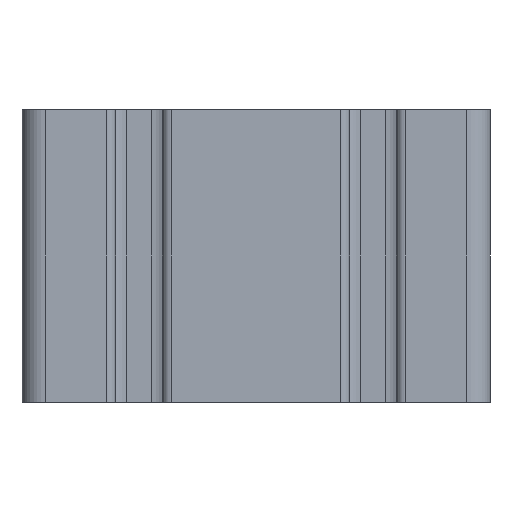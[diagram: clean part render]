
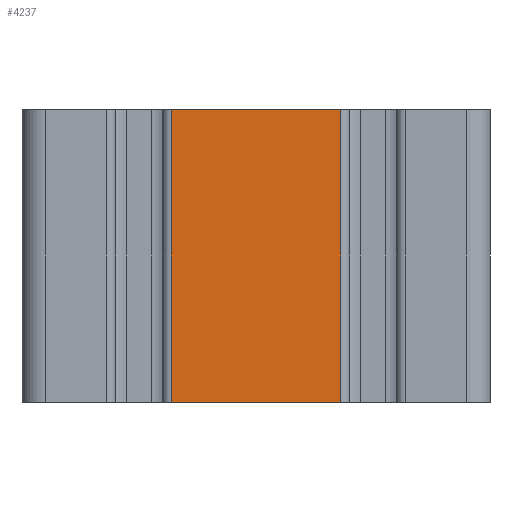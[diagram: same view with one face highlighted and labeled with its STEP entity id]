
A CAD part, left-side view. The second image highlights one B-rep face of the part: STEP entity #4237.
In plain terms, the highlighted planar face has unit normal (-1, 0, 0).
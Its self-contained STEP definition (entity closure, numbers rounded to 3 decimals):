
#181 = EDGE_CURVE ( 'NONE', #6937, #6357, #1778, .T. ) ;
#412 = EDGE_CURVE ( 'NONE', #2934, #6937, #2490, .T. ) ;
#1057 = CARTESIAN_POINT ( 'NONE',  ( -60., 14.5, 25. ) ) ;
#1076 = CARTESIAN_POINT ( 'NONE',  ( -60., 14.5, 25. ) ) ;
#1170 = DIRECTION ( 'NONE',  ( 0., 0., -1. ) ) ;
#1252 = VECTOR ( 'NONE', #7861, 1000. ) ;
#1778 = LINE ( 'NONE', #6685, #3903 ) ;
#2040 = VECTOR ( 'NONE', #8473, 1000. ) ;
#2379 = CARTESIAN_POINT ( 'NONE',  ( -60., 14.5, -25. ) ) ;
#2413 = EDGE_CURVE ( 'NONE', #2934, #8168, #3563, .T. ) ;
#2464 = CARTESIAN_POINT ( 'NONE',  ( -60., 14.5, 25. ) ) ;
#2490 = LINE ( 'NONE', #1057, #1252 ) ;
#2934 = VERTEX_POINT ( 'NONE', #1076 ) ;
#3563 = LINE ( 'NONE', #6368, #2040 ) ;
#3903 = VECTOR ( 'NONE', #1170, 1000. ) ;
#3940 = DIRECTION ( 'NONE',  ( 1., 0., 0. ) ) ;
#4237 = ADVANCED_FACE ( 'NONE', ( #5362 ), #5271, .F. ) ;
#4828 = CARTESIAN_POINT ( 'NONE',  ( -60., -14.5, -25. ) ) ;
#4840 = AXIS2_PLACEMENT_3D ( 'NONE', #2464, #3940, #5183 ) ;
#5003 = ORIENTED_EDGE ( 'NONE', *, *, #2413, .T. ) ;
#5088 = CARTESIAN_POINT ( 'NONE',  ( -60., 14.5, -25. ) ) ;
#5183 = DIRECTION ( 'NONE',  ( 0., 1., 0. ) ) ;
#5271 = PLANE ( 'NONE',  #4840 ) ;
#5362 = FACE_OUTER_BOUND ( 'NONE', #7090, .T. ) ;
#5941 = EDGE_CURVE ( 'NONE', #8168, #6357, #7188, .T. ) ;
#6196 = ORIENTED_EDGE ( 'NONE', *, *, #5941, .T. ) ;
#6357 = VERTEX_POINT ( 'NONE', #4828 ) ;
#6368 = CARTESIAN_POINT ( 'NONE',  ( -60., 14.5, 25. ) ) ;
#6685 = CARTESIAN_POINT ( 'NONE',  ( -60., -14.5, 25. ) ) ;
#6937 = VERTEX_POINT ( 'NONE', #8619 ) ;
#7062 = ORIENTED_EDGE ( 'NONE', *, *, #181, .F. ) ;
#7090 = EDGE_LOOP ( 'NONE', ( #6196, #7062, #7828, #5003 ) ) ;
#7188 = LINE ( 'NONE', #5088, #8382 ) ;
#7828 = ORIENTED_EDGE ( 'NONE', *, *, #412, .F. ) ;
#7861 = DIRECTION ( 'NONE',  ( 0., -1., 0. ) ) ;
#7874 = DIRECTION ( 'NONE',  ( 0., -1., 0. ) ) ;
#8168 = VERTEX_POINT ( 'NONE', #2379 ) ;
#8382 = VECTOR ( 'NONE', #7874, 1000. ) ;
#8473 = DIRECTION ( 'NONE',  ( 0., 0., -1. ) ) ;
#8619 = CARTESIAN_POINT ( 'NONE',  ( -60., -14.5, 25. ) ) ;
